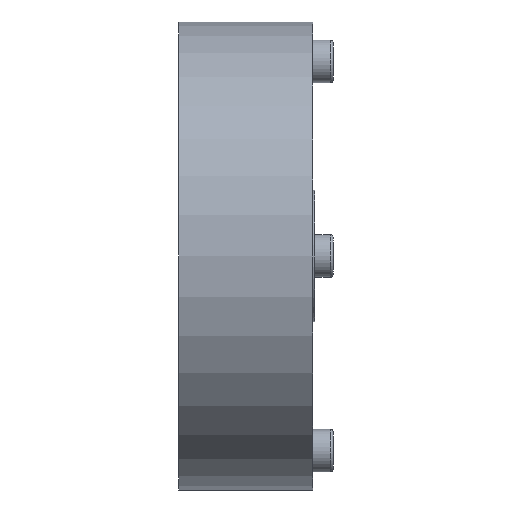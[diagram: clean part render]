
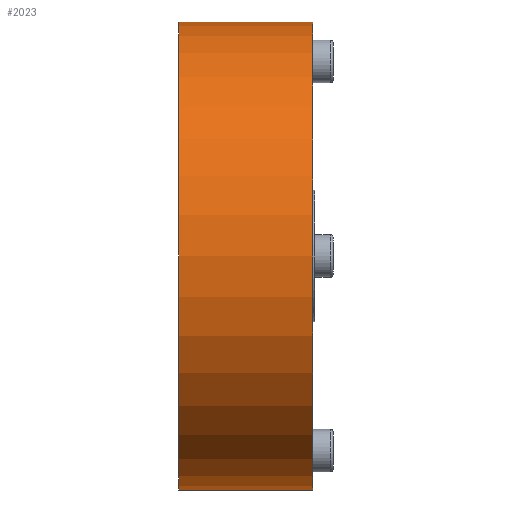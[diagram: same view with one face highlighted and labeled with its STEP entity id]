
A CAD part, front view. The second image highlights one B-rep face of the part: STEP entity #2023.
In plain terms, the highlighted cylindrical face has radius 23.05 mm (diameter 46.1 mm), a partial arc.
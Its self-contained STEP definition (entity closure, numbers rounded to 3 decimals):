
#13 = DIRECTION ( 'NONE',  ( 1., 0., 0. ) ) ;
#186 = VERTEX_POINT ( 'NONE', #4413 ) ;
#392 = EDGE_CURVE ( 'NONE', #186, #1178, #2256, .T. ) ;
#502 = AXIS2_PLACEMENT_3D ( 'NONE', #982, #1321, #3202 ) ;
#553 = CARTESIAN_POINT ( 'NONE',  ( -9.1, 0., -23.05 ) ) ;
#592 = DIRECTION ( 'NONE',  ( 1., 0., 0. ) ) ;
#826 = EDGE_CURVE ( 'NONE', #3315, #1189, #2508, .T. ) ;
#982 = CARTESIAN_POINT ( 'NONE',  ( -9.3, 0., 0. ) ) ;
#1178 = VERTEX_POINT ( 'NONE', #1923 ) ;
#1189 = VERTEX_POINT ( 'NONE', #2665 ) ;
#1259 = ORIENTED_EDGE ( 'NONE', *, *, #2660, .F. ) ;
#1321 = DIRECTION ( 'NONE',  ( -1., 0., 0. ) ) ;
#1533 = CYLINDRICAL_SURFACE ( 'NONE', #4777, 23.05 ) ;
#1829 = EDGE_CURVE ( 'NONE', #3315, #186, #4956, .T. ) ;
#1923 = CARTESIAN_POINT ( 'NONE',  ( 3.9, 0., 23.05 ) ) ;
#2023 = ADVANCED_FACE ( 'NONE', ( #4537 ), #1533, .T. ) ;
#2194 = CARTESIAN_POINT ( 'NONE',  ( -9.1, 0., 0. ) ) ;
#2253 = VECTOR ( 'NONE', #592, 1000. ) ;
#2256 = LINE ( 'NONE', #4738, #4923 ) ;
#2416 = ORIENTED_EDGE ( 'NONE', *, *, #392, .F. ) ;
#2508 = LINE ( 'NONE', #553, #2253 ) ;
#2657 = DIRECTION ( 'NONE',  ( 0., 0., -1. ) ) ;
#2660 = EDGE_CURVE ( 'NONE', #1178, #1189, #4214, .T. ) ;
#2665 = CARTESIAN_POINT ( 'NONE',  ( 3.9, 0., -23.05 ) ) ;
#3202 = DIRECTION ( 'NONE',  ( 0., 0., 1. ) ) ;
#3210 = DIRECTION ( 'NONE',  ( 1., 0., 0. ) ) ;
#3277 = AXIS2_PLACEMENT_3D ( 'NONE', #4179, #13, #2657 ) ;
#3315 = VERTEX_POINT ( 'NONE', #4841 ) ;
#3588 = ORIENTED_EDGE ( 'NONE', *, *, #1829, .F. ) ;
#4099 = ORIENTED_EDGE ( 'NONE', *, *, #826, .T. ) ;
#4179 = CARTESIAN_POINT ( 'NONE',  ( 3.9, 0., 0. ) ) ;
#4214 = CIRCLE ( 'NONE', #3277, 23.05 ) ;
#4413 = CARTESIAN_POINT ( 'NONE',  ( -9.3, 0., 23.05 ) ) ;
#4507 = DIRECTION ( 'NONE',  ( 1., 0., 0. ) ) ;
#4521 = EDGE_LOOP ( 'NONE', ( #2416, #3588, #4099, #1259 ) ) ;
#4537 = FACE_OUTER_BOUND ( 'NONE', #4521, .T. ) ;
#4738 = CARTESIAN_POINT ( 'NONE',  ( -9.1, 0., 23.05 ) ) ;
#4777 = AXIS2_PLACEMENT_3D ( 'NONE', #2194, #4507, #4904 ) ;
#4841 = CARTESIAN_POINT ( 'NONE',  ( -9.3, 0., -23.05 ) ) ;
#4904 = DIRECTION ( 'NONE',  ( 0., 0., -1. ) ) ;
#4923 = VECTOR ( 'NONE', #3210, 1000. ) ;
#4956 = CIRCLE ( 'NONE', #502, 23.05 ) ;
